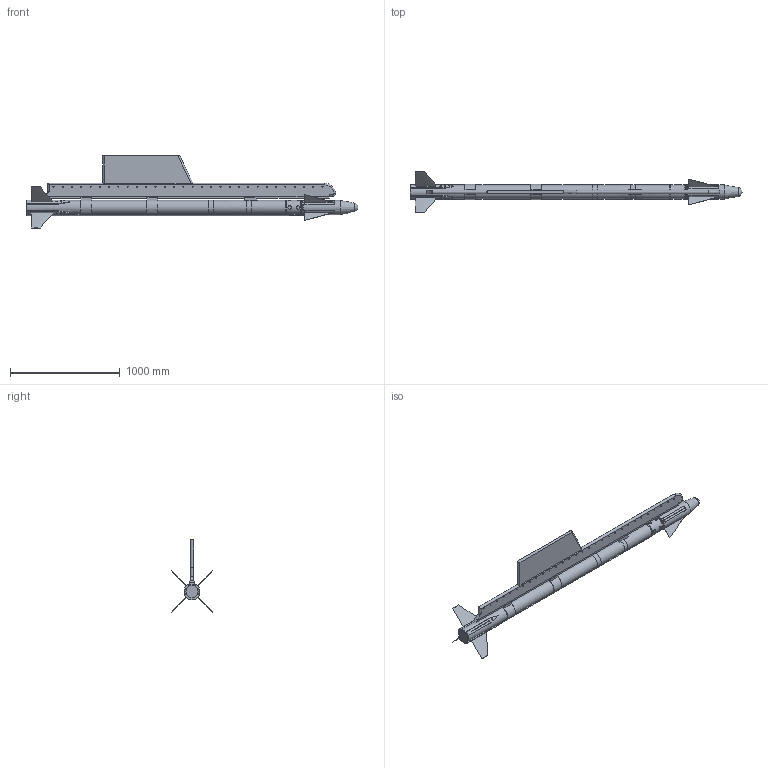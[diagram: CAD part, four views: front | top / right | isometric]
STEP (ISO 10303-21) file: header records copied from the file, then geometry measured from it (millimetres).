
FILE_DESCRIPTION(/* description */ (''),/* implementation_level */ '2;1');
FILE_NAME(/* name */ 'AIM-9X.step',/* time_stamp */ '2023-05-01T18:37:10+01:00',/* author */ (''),/* organization */ (''),/* preprocessor_version */ 'ST-DEVELOPER v19.2',/* originating_system */ 'Autodesk Translation Framework v12.4.0.73',/* authorisation */ '');
FILE_SCHEMA (('AUTOMOTIVE_DESIGN { 1 0 10303 214 3 1 1 }'));
Length unit declared in the file: metre
Products named in the file (1): AIM-9X Sidewinder
Bounding box: 3023 x 376.43 x 658.22 mm (x, y, z)
Volume: 58556152.4 mm3; surface area: 3176801.7 mm2
Topology: 6 solids, 8 shells, 354 faces, 723 edges, 484 vertices
Faces by surface type: plane 175, cylinder 126, bspline 49, torus 2, cone 1, sphere 1
Full cylindrical faces by diameter (mm): 10 x76, 20 x2, 30 x8, 110 x1, 130 x1
Entity records: 12335 total; most frequent: CARTESIAN_POINT 4707, ORIENTED_EDGE 1446, DIRECTION 1436, EDGE_CURVE 723, AXIS2_PLACEMENT_3D 578, VERTEX_POINT 484, EDGE_LOOP 453, FACE_OUTER_BOUND 354
